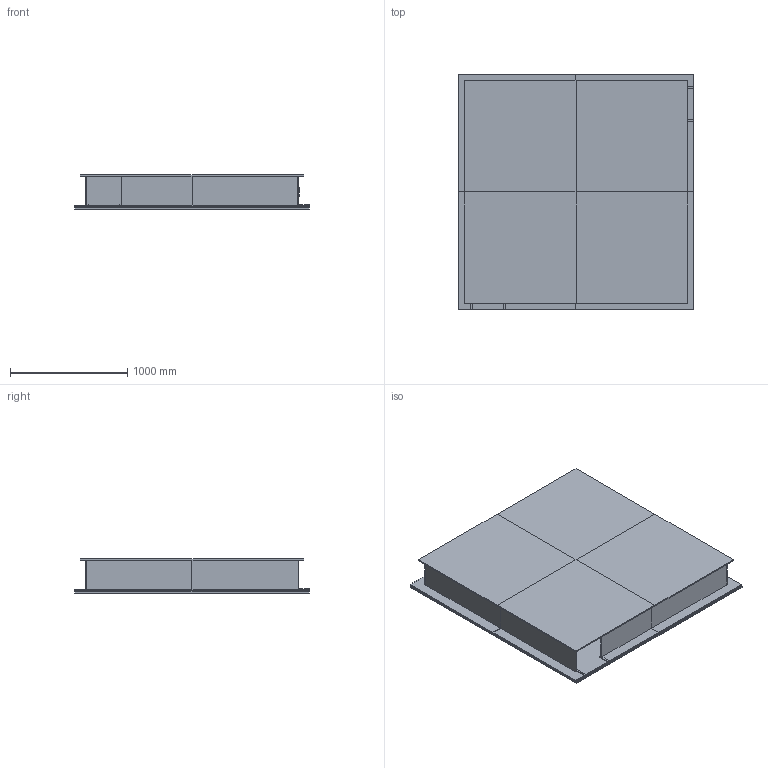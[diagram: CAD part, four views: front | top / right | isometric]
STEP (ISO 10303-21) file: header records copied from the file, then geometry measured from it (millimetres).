
FILE_DESCRIPTION(/* description */ (''),/* implementation_level */ '2;1');
FILE_NAME(/* name */ 'assy_mission_tunnel.stp',/* time_stamp */ '2017-11-17T07:52:25+09:00',/* author */ ('Platform'),/* organization */ (''),/* preprocessor_version */ 'ST-DEVELOPER v16.13',/* originating_system */ 'Autodesk Inventor 2018',/* authorisation */ '');
FILE_SCHEMA (('AUTOMOTIVE_DESIGN { 1 0 10303 214 3 1 1 }'));
Products named in the file (9): assy_mission_tunnel; assy_lower_plates; lower_plate v1; wall_plate_750 v2; wall_plate_900 v1; wall_plate_950 v1; tunnel_line; roof_plate v1; tunnel
Assembly tree (24 placements, depth 3):
  assy_mission_tunnel
    assy_lower_plates  x3
      lower_plate v1
    wall_plate_750 v2  x2
    wall_plate_950 v1  x4
    wall_plate_900 v1  x2
    tunnel_line  x4
    roof_plate v1  x4
    tunnel
Bounding box: 2000 x 2000 x 290 mm (x, y, z)
Volume: 172741360 mm3; surface area: 35373364 mm2
Topology: 29 solids, 29 shells, 174 faces, 349 edges, 234 vertices
Faces by surface type: plane 174
Entity records: 1599 total; most frequent: DIRECTION 236, CARTESIAN_POINT 218, ORIENTED_EDGE 168, LINE 84, VECTOR 84, EDGE_CURVE 84, AXIS2_PLACEMENT_3D 76, VERTEX_POINT 56
